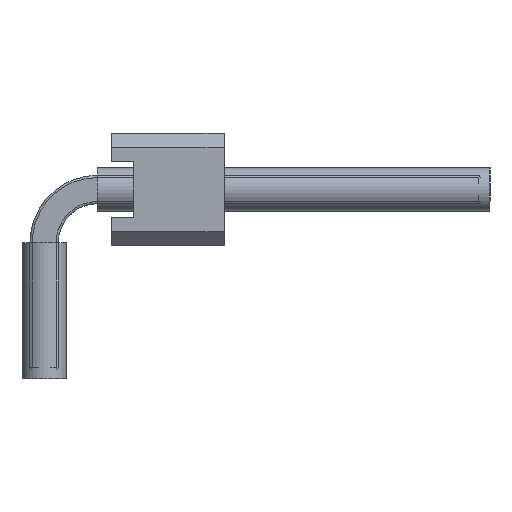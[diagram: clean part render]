
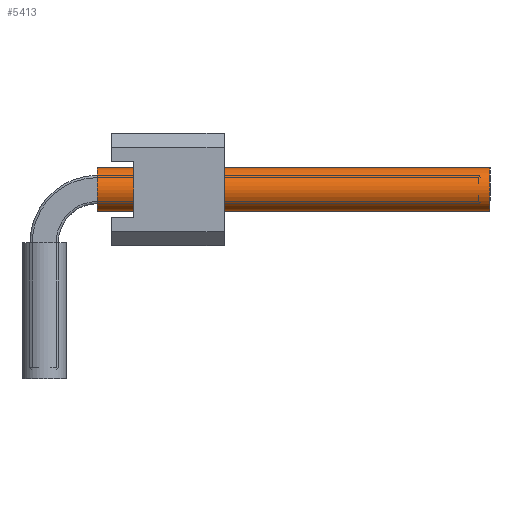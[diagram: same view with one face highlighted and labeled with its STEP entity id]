
A CAD part, left-side view. The second image highlights one B-rep face of the part: STEP entity #5413.
In plain terms, the highlighted cylindrical face has radius 0.5 mm (diameter 1 mm), a full revolution.
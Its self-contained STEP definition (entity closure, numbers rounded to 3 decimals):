
#3046=ORIENTED_EDGE('',*,*,#3816,.F.);
#3047=ORIENTED_EDGE('',*,*,#3817,.T.);
#3816=EDGE_CURVE('',#4328,#4328,#4476,.T.);
#3817=EDGE_CURVE('',#4329,#4329,#4477,.T.);
#4328=VERTEX_POINT('',#8944);
#4329=VERTEX_POINT('',#8946);
#4476=CIRCLE('',#5883,0.5);
#4477=CIRCLE('',#5884,0.5);
#4774=EDGE_LOOP('',(#3046));
#4775=EDGE_LOOP('',(#3047));
#5072=FACE_BOUND('',#4774,.T.);
#5073=FACE_BOUND('',#4775,.T.);
#5149=CYLINDRICAL_SURFACE('',#5882,0.5);
#5413=ADVANCED_FACE('',(#5072,#5073),#5149,.F.);
#5882=AXIS2_PLACEMENT_3D('',#8942,#7361,#7362);
#5883=AXIS2_PLACEMENT_3D('',#8943,#7363,#7364);
#5884=AXIS2_PLACEMENT_3D('',#8945,#7365,#7366);
#7361=DIRECTION('',(1.,0.,0.));
#7362=DIRECTION('',(0.,0.,-1.));
#7363=DIRECTION('',(-1.,0.,0.));
#7364=DIRECTION('',(0.,0.,1.));
#7365=DIRECTION('',(-1.,0.,0.));
#7366=DIRECTION('',(0.,0.,1.));
#8942=CARTESIAN_POINT('',(1.2,0.,4.27));
#8943=CARTESIAN_POINT('',(10.06,0.,4.27));
#8944=CARTESIAN_POINT('',(10.06,0.,4.77));
#8945=CARTESIAN_POINT('',(1.2,0.,4.27));
#8946=CARTESIAN_POINT('',(1.2,0.,4.77));
